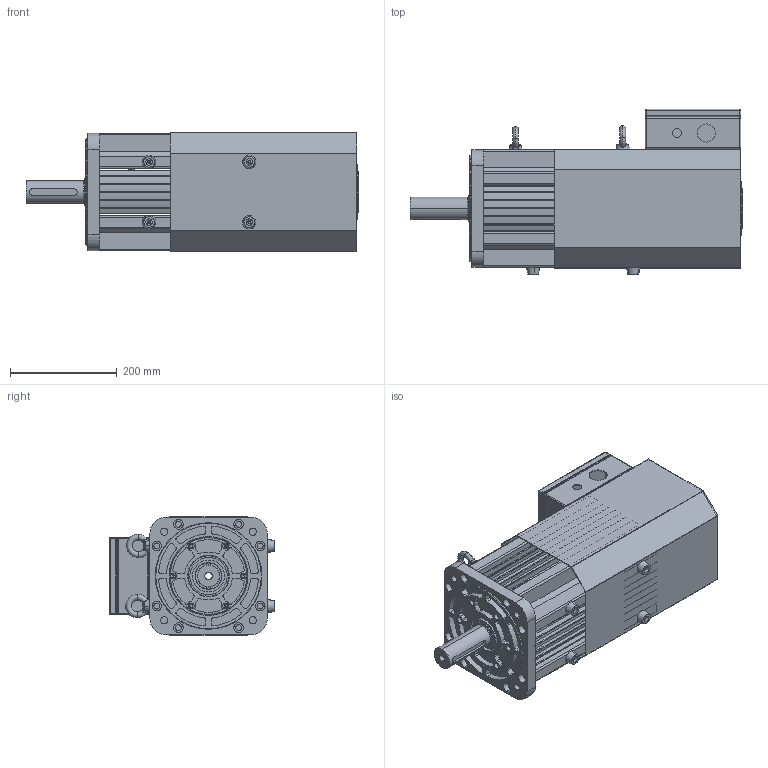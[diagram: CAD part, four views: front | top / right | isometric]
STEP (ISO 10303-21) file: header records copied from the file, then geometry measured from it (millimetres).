
FILE_DESCRIPTION (( 'STEP AP214' ), '1' );
FILE_NAME ('MS-220STE-TL96015B-415P0-XJ.STEP', '2022-07-25T04:50:20', ( '' ), ( '' ), 'SwSTEP 2.0', 'SolidWorks 2016', '' );
FILE_SCHEMA (( 'AUTOMOTIVE_DESIGN' ));
Length unit declared in the file: millimetre
Products named in the file (1): MS-220STE-TL96015B-415P0-XJ
Bounding box: 623 x 311 x 223 mm (x, y, z)
Surface area: 1367803.6 mm2 (no closed solid volume)
Topology: 0 solids, 34 shells, 807 faces, 2465 edges, 1649 vertices
Faces by surface type: cylinder 426, plane 236, torus 74, cone 28, bspline 27, sphere 16
Entity records: 40122 total; most frequent: CARTESIAN_POINT 9287, DIRECTION 4803, ORIENTED_EDGE 4098, EDGE_CURVE 2445, AXIS2_PLACEMENT_3D 1864, VERTEX_POINT 1649, CIRCLE 1083, VECTOR 1075
